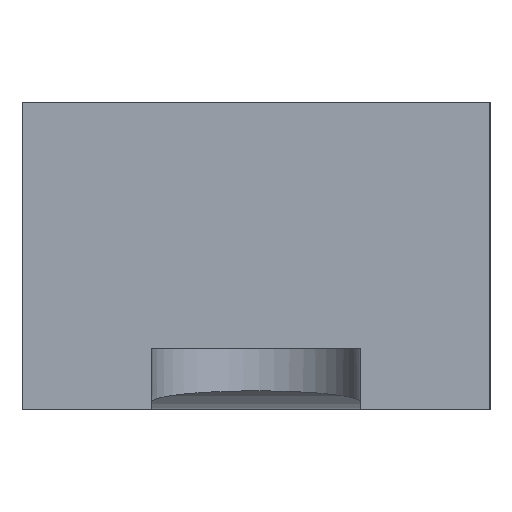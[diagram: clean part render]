
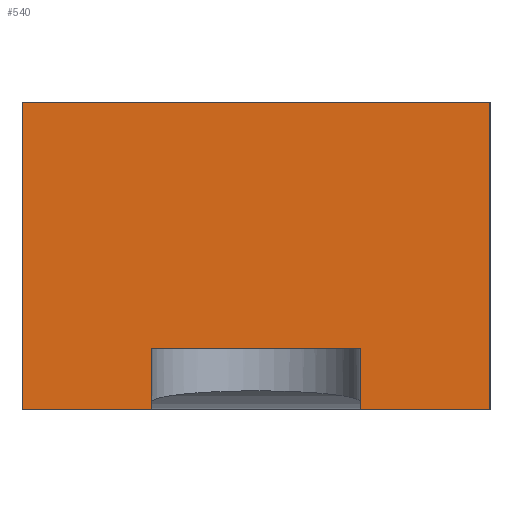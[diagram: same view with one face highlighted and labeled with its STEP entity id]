
A CAD part, left-side view. The second image highlights one B-rep face of the part: STEP entity #540.
In plain terms, the highlighted planar face has unit normal (-1, 0, 0).
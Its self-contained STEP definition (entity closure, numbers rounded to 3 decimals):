
#1 = VERTEX_POINT ( 'NONE', #199 ) ;
#16 = ORIENTED_EDGE ( 'NONE', *, *, #40, .F. ) ;
#19 = EDGE_CURVE ( 'NONE', #1, #66, #654, .T. ) ;
#20 = PLANE ( 'NONE',  #200 ) ;
#22 = DIRECTION ( 'NONE',  ( 0., 0., 1. ) ) ;
#23 = VECTOR ( 'NONE', #183, 1000. ) ;
#26 = CARTESIAN_POINT ( 'NONE',  ( -135., 8.5, 0. ) ) ;
#28 = VERTEX_POINT ( 'NONE', #26 ) ;
#40 = EDGE_CURVE ( 'NONE', #609, #66, #569, .T. ) ;
#46 = EDGE_CURVE ( 'NONE', #28, #481, #385, .T. ) ;
#59 = ORIENTED_EDGE ( 'NONE', *, *, #19, .T. ) ;
#65 = EDGE_CURVE ( 'NONE', #294, #609, #373, .T. ) ;
#66 = VERTEX_POINT ( 'NONE', #576 ) ;
#87 = CARTESIAN_POINT ( 'NONE',  ( -135., -8.5, 25. ) ) ;
#88 = DIRECTION ( 'NONE',  ( 0., -1., 0. ) ) ;
#92 = ORIENTED_EDGE ( 'NONE', *, *, #144, .T. ) ;
#136 = LINE ( 'NONE', #87, #23 ) ;
#138 = CARTESIAN_POINT ( 'NONE',  ( -135., -19., 25. ) ) ;
#144 = EDGE_CURVE ( 'NONE', #294, #620, #325, .T. ) ;
#158 = ORIENTED_EDGE ( 'NONE', *, *, #65, .F. ) ;
#173 = LINE ( 'NONE', #527, #244 ) ;
#183 = DIRECTION ( 'NONE',  ( 0., 0., 1. ) ) ;
#186 = VECTOR ( 'NONE', #614, 1000. ) ;
#199 = CARTESIAN_POINT ( 'NONE',  ( -135., -8.5, 0. ) ) ;
#200 = AXIS2_PLACEMENT_3D ( 'NONE', #350, #493, #22 ) ;
#206 = CARTESIAN_POINT ( 'NONE',  ( -135., 19., 0. ) ) ;
#238 = CARTESIAN_POINT ( 'NONE',  ( -135., 19., 25. ) ) ;
#244 = VECTOR ( 'NONE', #583, 1000. ) ;
#251 = CARTESIAN_POINT ( 'NONE',  ( -135., -8.5, 5. ) ) ;
#266 = CARTESIAN_POINT ( 'NONE',  ( -135., 19., 25. ) ) ;
#269 = CARTESIAN_POINT ( 'NONE',  ( -135., 19., 25. ) ) ;
#289 = EDGE_LOOP ( 'NONE', ( #329, #547, #353, #452, #59, #16, #158, #92 ) ) ;
#290 = VECTOR ( 'NONE', #425, 1000. ) ;
#294 = VERTEX_POINT ( 'NONE', #238 ) ;
#297 = EDGE_CURVE ( 'NONE', #620, #28, #173, .T. ) ;
#304 = FACE_OUTER_BOUND ( 'NONE', #289, .T. ) ;
#325 = LINE ( 'NONE', #266, #400 ) ;
#329 = ORIENTED_EDGE ( 'NONE', *, *, #297, .T. ) ;
#340 = EDGE_CURVE ( 'NONE', #1, #380, #136, .T. ) ;
#350 = CARTESIAN_POINT ( 'NONE',  ( -135., 19., 25. ) ) ;
#353 = ORIENTED_EDGE ( 'NONE', *, *, #424, .T. ) ;
#373 = LINE ( 'NONE', #269, #290 ) ;
#380 = VERTEX_POINT ( 'NONE', #251 ) ;
#385 = LINE ( 'NONE', #511, #186 ) ;
#400 = VECTOR ( 'NONE', #521, 1000. ) ;
#405 = CARTESIAN_POINT ( 'NONE',  ( -135., 19., 5. ) ) ;
#424 = EDGE_CURVE ( 'NONE', #481, #380, #657, .T. ) ;
#425 = DIRECTION ( 'NONE',  ( 0., -1., 0. ) ) ;
#434 = VECTOR ( 'NONE', #618, 1000. ) ;
#452 = ORIENTED_EDGE ( 'NONE', *, *, #340, .F. ) ;
#481 = VERTEX_POINT ( 'NONE', #582 ) ;
#493 = DIRECTION ( 'NONE',  ( -1., 0., 0. ) ) ;
#498 = CARTESIAN_POINT ( 'NONE',  ( -135., 19., 0. ) ) ;
#511 = CARTESIAN_POINT ( 'NONE',  ( -135., 8.5, 25. ) ) ;
#521 = DIRECTION ( 'NONE',  ( 0., 0., -1. ) ) ;
#527 = CARTESIAN_POINT ( 'NONE',  ( -135., 19., 0. ) ) ;
#530 = VECTOR ( 'NONE', #678, 1000. ) ;
#538 = VECTOR ( 'NONE', #88, 1000. ) ;
#540 = ADVANCED_FACE ( 'NONE', ( #304 ), #20, .T. ) ;
#547 = ORIENTED_EDGE ( 'NONE', *, *, #46, .T. ) ;
#569 = LINE ( 'NONE', #671, #530 ) ;
#576 = CARTESIAN_POINT ( 'NONE',  ( -135., -19., 0. ) ) ;
#582 = CARTESIAN_POINT ( 'NONE',  ( -135., 8.5, 5. ) ) ;
#583 = DIRECTION ( 'NONE',  ( 0., -1., 0. ) ) ;
#609 = VERTEX_POINT ( 'NONE', #138 ) ;
#614 = DIRECTION ( 'NONE',  ( 0., 0., 1. ) ) ;
#618 = DIRECTION ( 'NONE',  ( 0., -1., 0. ) ) ;
#620 = VERTEX_POINT ( 'NONE', #206 ) ;
#654 = LINE ( 'NONE', #498, #538 ) ;
#657 = LINE ( 'NONE', #405, #434 ) ;
#671 = CARTESIAN_POINT ( 'NONE',  ( -135., -19., 25. ) ) ;
#678 = DIRECTION ( 'NONE',  ( 0., 0., -1. ) ) ;
